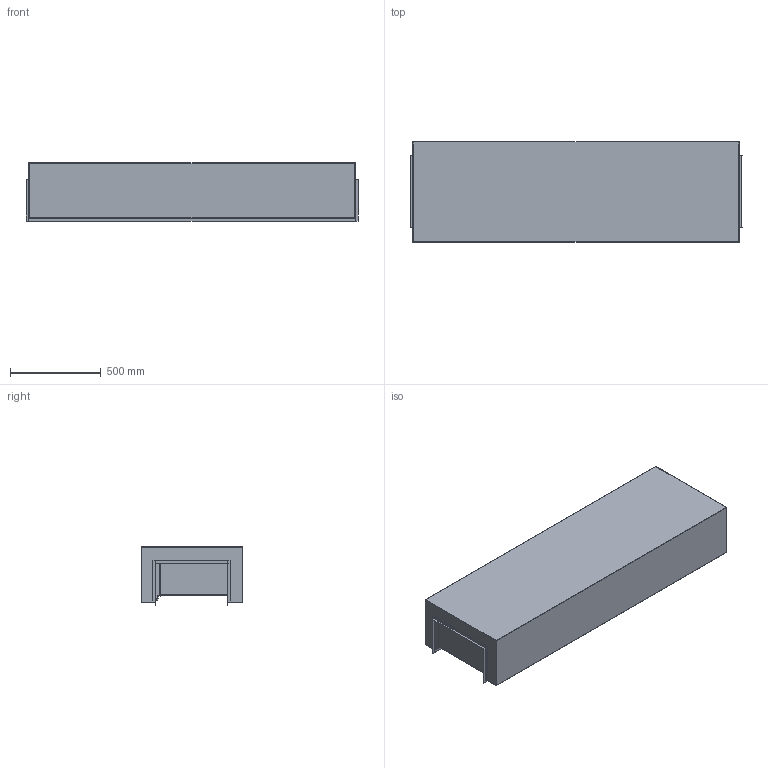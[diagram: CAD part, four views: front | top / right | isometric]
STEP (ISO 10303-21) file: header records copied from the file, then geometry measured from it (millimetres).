
FILE_DESCRIPTION (( 'STEP AP214' ), '1' );
FILE_NAME ('1800 Engine.STEP', '2021-01-21T12:20:46', ( '' ), ( '' ), 'SwSTEP 2.0', 'SolidWorks 2019', '' );
FILE_SCHEMA (( 'AUTOMOTIVE_DESIGN' ));
Length unit declared in the file: millimetre
Products named in the file (1): 1800 Engine
Bounding box: 1832 x 555 x 321 mm (x, y, z)
Volume: 7310070.1 mm3; surface area: 9883781.5 mm2
Topology: 20 solids, 20 shells, 796 faces, 2159 edges, 1402 vertices
Faces by surface type: plane 756, cylinder 34, sphere 3, bspline 3
Entity records: 25287 total; most frequent: CARTESIAN_POINT 4370, ORIENTED_EDGE 4300, DIRECTION 3800, EDGE_CURVE 2150, VECTOR 2076, LINE 2076, VERTEX_POINT 1396, EDGE_LOOP 1054
